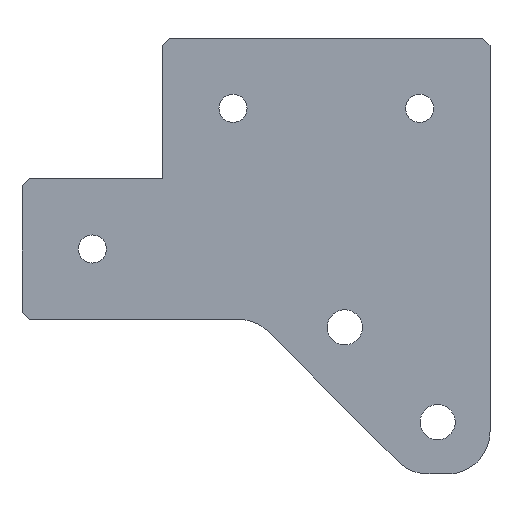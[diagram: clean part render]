
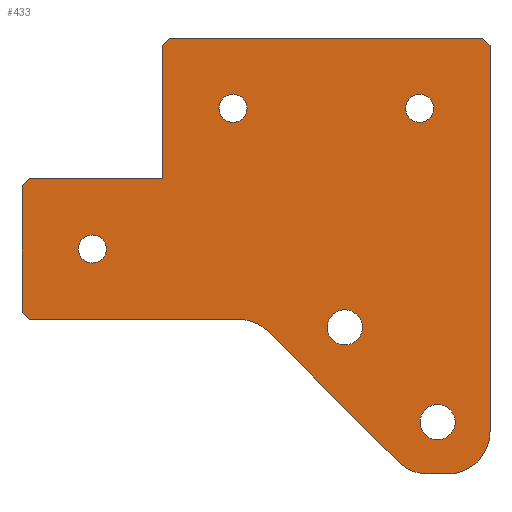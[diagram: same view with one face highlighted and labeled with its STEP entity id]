
A CAD part, front view. The second image highlights one B-rep face of the part: STEP entity #433.
In plain terms, the highlighted planar face has unit normal (0, -1, 0).
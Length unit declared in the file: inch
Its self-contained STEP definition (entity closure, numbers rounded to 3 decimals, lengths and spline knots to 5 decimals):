
#20=FACE_BOUND('',#75,.T.);
#21=FACE_BOUND('',#76,.T.);
#22=FACE_BOUND('',#77,.T.);
#23=FACE_BOUND('',#78,.T.);
#24=FACE_BOUND('',#79,.T.);
#30=PLANE('',#480);
#47=FACE_OUTER_BOUND('',#74,.T.);
#74=EDGE_LOOP('',(#345,#346,#347,#348,#349,#350,#351,#352,#353,#354,#355,
#356,#357,#358,#359));
#75=EDGE_LOOP('',(#360));
#76=EDGE_LOOP('',(#361));
#77=EDGE_LOOP('',(#362));
#78=EDGE_LOOP('',(#363));
#79=EDGE_LOOP('',(#364));
#96=LINE('',#643,#140);
#102=LINE('',#654,#146);
#114=LINE('',#689,#158);
#116=LINE('',#693,#160);
#118=LINE('',#699,#162);
#119=LINE('',#703,#163);
#120=LINE('',#707,#164);
#121=LINE('',#709,#165);
#122=LINE('',#711,#166);
#123=LINE('',#713,#167);
#124=LINE('',#714,#168);
#125=LINE('',#715,#169);
#140=VECTOR('',#524,0.3937);
#146=VECTOR('',#532,0.3937);
#158=VECTOR('',#558,0.3937);
#160=VECTOR('',#562,0.3937);
#162=VECTOR('',#568,0.3937);
#163=VECTOR('',#571,0.3937);
#164=VECTOR('',#574,0.3937);
#165=VECTOR('',#575,0.3937);
#166=VECTOR('',#576,0.3937);
#167=VECTOR('',#577,0.3937);
#168=VECTOR('',#578,0.3937);
#169=VECTOR('',#579,0.3937);
#181=CIRCLE('',#462,0.07874);
#183=CIRCLE('',#465,0.07874);
#185=CIRCLE('',#468,0.07874);
#192=CIRCLE('',#481,0.23622);
#193=CIRCLE('',#482,0.23622);
#194=CIRCLE('',#483,0.23622);
#195=CIRCLE('',#484,0.09843);
#196=CIRCLE('',#485,0.09843);
#197=VERTEX_POINT('',#623);
#199=VERTEX_POINT('',#629);
#201=VERTEX_POINT('',#635);
#203=VERTEX_POINT('',#641);
#204=VERTEX_POINT('',#642);
#208=VERTEX_POINT('',#652);
#223=VERTEX_POINT('',#686);
#224=VERTEX_POINT('',#688);
#225=VERTEX_POINT('',#692);
#226=VERTEX_POINT('',#696);
#227=VERTEX_POINT('',#698);
#228=VERTEX_POINT('',#700);
#229=VERTEX_POINT('',#702);
#230=VERTEX_POINT('',#704);
#231=VERTEX_POINT('',#706);
#232=VERTEX_POINT('',#708);
#233=VERTEX_POINT('',#710);
#234=VERTEX_POINT('',#712);
#235=VERTEX_POINT('',#716);
#236=VERTEX_POINT('',#718);
#237=EDGE_CURVE('',#197,#197,#181,.T.);
#240=EDGE_CURVE('',#199,#199,#183,.T.);
#243=EDGE_CURVE('',#201,#201,#185,.T.);
#246=EDGE_CURVE('',#203,#204,#96,.T.);
#252=EDGE_CURVE('',#203,#208,#102,.T.);
#269=EDGE_CURVE('',#223,#224,#114,.T.);
#271=EDGE_CURVE('',#225,#224,#116,.T.);
#273=EDGE_CURVE('',#226,#208,#192,.T.);
#274=EDGE_CURVE('',#226,#227,#118,.T.);
#275=EDGE_CURVE('',#228,#227,#193,.T.);
#276=EDGE_CURVE('',#228,#229,#119,.T.);
#277=EDGE_CURVE('',#230,#229,#194,.T.);
#278=EDGE_CURVE('',#230,#231,#120,.T.);
#279=EDGE_CURVE('',#232,#231,#121,.T.);
#280=EDGE_CURVE('',#232,#233,#122,.T.);
#281=EDGE_CURVE('',#234,#233,#123,.T.);
#282=EDGE_CURVE('',#234,#225,#124,.T.);
#283=EDGE_CURVE('',#223,#204,#125,.T.);
#284=EDGE_CURVE('',#235,#235,#195,.T.);
#285=EDGE_CURVE('',#236,#236,#196,.T.);
#345=ORIENTED_EDGE('',*,*,#246,.F.);
#346=ORIENTED_EDGE('',*,*,#252,.T.);
#347=ORIENTED_EDGE('',*,*,#273,.F.);
#348=ORIENTED_EDGE('',*,*,#274,.T.);
#349=ORIENTED_EDGE('',*,*,#275,.F.);
#350=ORIENTED_EDGE('',*,*,#276,.T.);
#351=ORIENTED_EDGE('',*,*,#277,.F.);
#352=ORIENTED_EDGE('',*,*,#278,.T.);
#353=ORIENTED_EDGE('',*,*,#279,.F.);
#354=ORIENTED_EDGE('',*,*,#280,.T.);
#355=ORIENTED_EDGE('',*,*,#281,.F.);
#356=ORIENTED_EDGE('',*,*,#282,.T.);
#357=ORIENTED_EDGE('',*,*,#271,.T.);
#358=ORIENTED_EDGE('',*,*,#269,.F.);
#359=ORIENTED_EDGE('',*,*,#283,.T.);
#360=ORIENTED_EDGE('',*,*,#237,.T.);
#361=ORIENTED_EDGE('',*,*,#240,.T.);
#362=ORIENTED_EDGE('',*,*,#243,.T.);
#363=ORIENTED_EDGE('',*,*,#284,.T.);
#364=ORIENTED_EDGE('',*,*,#285,.T.);
#433=ADVANCED_FACE('',(#47,#20,#21,#22,#23,#24),#30,.F.);
#462=AXIS2_PLACEMENT_3D('',#624,#503,#504);
#465=AXIS2_PLACEMENT_3D('',#630,#510,#511);
#468=AXIS2_PLACEMENT_3D('',#636,#517,#518);
#480=AXIS2_PLACEMENT_3D('',#695,#564,#565);
#481=AXIS2_PLACEMENT_3D('',#697,#566,#567);
#482=AXIS2_PLACEMENT_3D('',#701,#569,#570);
#483=AXIS2_PLACEMENT_3D('',#705,#572,#573);
#484=AXIS2_PLACEMENT_3D('',#717,#580,#581);
#485=AXIS2_PLACEMENT_3D('',#719,#582,#583);
#503=DIRECTION('center_axis',(0.,1.,0.));
#504=DIRECTION('ref_axis',(-1.,0.,0.));
#510=DIRECTION('center_axis',(0.,1.,0.));
#511=DIRECTION('ref_axis',(-1.,0.,0.));
#517=DIRECTION('center_axis',(0.,1.,0.));
#518=DIRECTION('ref_axis',(-1.,0.,0.));
#524=DIRECTION('',(-0.707,0.,0.707));
#532=DIRECTION('',(1.,0.,0.));
#558=DIRECTION('',(0.707,0.,0.707));
#562=DIRECTION('',(-1.,0.,0.));
#564=DIRECTION('center_axis',(0.,1.,0.));
#565=DIRECTION('ref_axis',(1.,0.,0.));
#566=DIRECTION('center_axis',(0.,-1.,0.));
#567=DIRECTION('ref_axis',(0.383,0.,0.924));
#568=DIRECTION('',(0.707,0.,-0.707));
#569=DIRECTION('center_axis',(0.,1.,0.));
#570=DIRECTION('ref_axis',(-0.383,0.,-0.924));
#571=DIRECTION('',(1.,0.,0.));
#572=DIRECTION('center_axis',(0.,1.,0.));
#573=DIRECTION('ref_axis',(0.707,0.,-0.707));
#574=DIRECTION('',(0.,0.,1.));
#575=DIRECTION('',(0.707,0.,-0.707));
#576=DIRECTION('',(-1.,0.,0.));
#577=DIRECTION('',(0.707,0.,0.707));
#578=DIRECTION('',(0.,0.,-1.));
#579=DIRECTION('',(0.,0.,-1.));
#580=DIRECTION('center_axis',(0.,1.,0.));
#581=DIRECTION('ref_axis',(-1.,0.,0.));
#582=DIRECTION('center_axis',(0.,1.,0.));
#583=DIRECTION('ref_axis',(1.,0.,0.));
#623=CARTESIAN_POINT('',(2.30504,0.,2.56693));
#624=CARTESIAN_POINT('Origin',(2.2263,0.,2.56693));
#629=CARTESIAN_POINT('',(1.25984,0.,2.56693));
#630=CARTESIAN_POINT('Origin',(1.1811,0.,2.56693));
#635=CARTESIAN_POINT('',(0.47244,0.,1.77953));
#636=CARTESIAN_POINT('Origin',(0.3937,0.,1.77953));
#641=CARTESIAN_POINT('',(0.03937,0.,1.38583));
#642=CARTESIAN_POINT('',(0.,0.,1.4252));
#643=CARTESIAN_POINT('',(0.37598,0.,1.04921));
#652=CARTESIAN_POINT('',(1.21087,0.,1.38583));
#654=CARTESIAN_POINT('',(1.3874,0.,1.38583));
#686=CARTESIAN_POINT('',(0.,0.,2.13386));
#688=CARTESIAN_POINT('',(0.03937,0.,2.17323));
#689=CARTESIAN_POINT('',(0.21654,0.,2.35039));
#692=CARTESIAN_POINT('',(0.7874,0.,2.17323));
#693=CARTESIAN_POINT('',(0.75,0.,2.17323));
#695=CARTESIAN_POINT('Origin',(1.5,0.,1.46063));
#696=CARTESIAN_POINT('',(1.3779,0.,1.31664));
#697=CARTESIAN_POINT('Origin',(1.21087,0.,1.14961));
#698=CARTESIAN_POINT('',(2.1054,0.,0.58915));
#699=CARTESIAN_POINT('',(1.30872,0.,1.38583));
#700=CARTESIAN_POINT('',(2.27243,0.,0.51996));
#701=CARTESIAN_POINT('Origin',(2.27243,0.,0.75618));
#702=CARTESIAN_POINT('',(2.38378,0.,0.51996));
#703=CARTESIAN_POINT('',(2.23758,0.,0.51996));
#704=CARTESIAN_POINT('',(2.62,0.,0.75618));
#705=CARTESIAN_POINT('Origin',(2.38378,0.,0.75618));
#706=CARTESIAN_POINT('',(2.62,0.,2.92126));
#707=CARTESIAN_POINT('',(2.62,0.,0.99029));
#708=CARTESIAN_POINT('',(2.58063,0.,2.96063));
#709=CARTESIAN_POINT('',(2.69532,0.,2.84594));
#710=CARTESIAN_POINT('',(0.82677,0.,2.96063));
#711=CARTESIAN_POINT('',(3.,0.,2.96063));
#712=CARTESIAN_POINT('',(0.7874,0.,2.92126));
#713=CARTESIAN_POINT('',(0.61024,0.,2.74409));
#714=CARTESIAN_POINT('',(0.7874,0.,1.81693));
#715=CARTESIAN_POINT('',(0.,0.,0.51463));
#716=CARTESIAN_POINT('',(1.90543,0.,1.34063));
#717=CARTESIAN_POINT('Origin',(1.807,0.,1.34063));
#718=CARTESIAN_POINT('',(2.22828,0.,0.80991));
#719=CARTESIAN_POINT('Origin',(2.3267,0.,0.80991));
